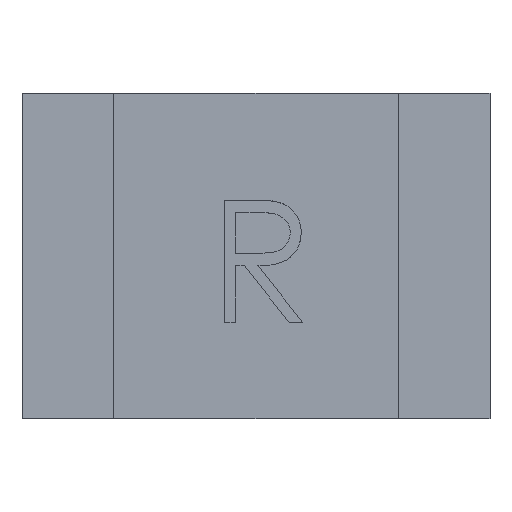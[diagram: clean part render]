
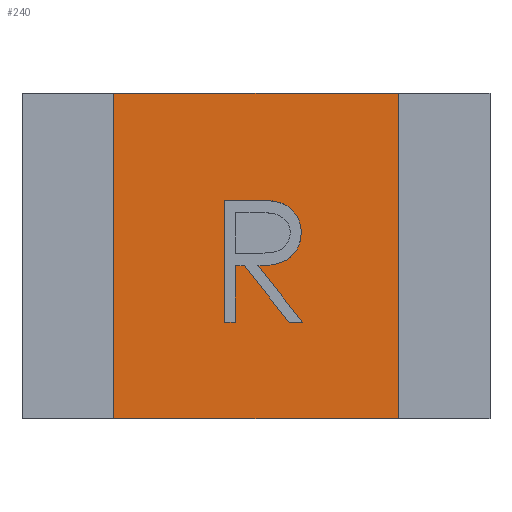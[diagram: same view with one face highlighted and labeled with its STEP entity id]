
A CAD part, top view. The second image highlights one B-rep face of the part: STEP entity #240.
In plain terms, the highlighted planar face has unit normal (0, 0, 1).
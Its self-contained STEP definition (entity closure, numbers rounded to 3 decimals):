
#28=B_SPLINE_CURVE_WITH_KNOTS('',3,(#1187,#1188,#1189,#1190,#1191,#1192,
#1193,#1194,#1195,#1196,#1197),.UNSPECIFIED.,.F.,.F.,(4,1,1,1,1,1,1,1,4),
(0.,0.176,0.338,0.485,0.617,
0.735,0.837,0.926,1.),.UNSPECIFIED.);
#29=B_SPLINE_CURVE_WITH_KNOTS('',3,(#1199,#1200,#1201,#1202,#1203,#1204,
#1205,#1206,#1207,#1208,#1209,#1210,#1211,#1212,#1213,#1214,#1215,#1216,
#1217),.UNSPECIFIED.,.F.,.F.,(4,1,1,1,1,1,1,1,1,1,1,1,1,1,1,1,4),(0.,0.064,
0.127,0.189,0.249,0.309,0.37,
0.431,0.492,0.554,0.616,
0.677,0.738,0.801,0.865,
0.932,1.),.UNSPECIFIED.);
#30=B_SPLINE_CURVE_WITH_KNOTS('',3,(#1219,#1220,#1221,#1222,#1223,#1224,
#1225,#1226,#1227,#1228,#1229,#1230,#1231,#1232,#1233,#1234,#1235,#1236,
#1237),.UNSPECIFIED.,.F.,.F.,(4,1,1,1,1,1,1,1,1,1,1,1,1,1,1,1,4),(0.,0.079,
0.154,0.227,0.299,0.371,
0.443,0.517,0.593,0.634,0.677,
0.723,0.772,0.824,0.879,
0.938,1.),.UNSPECIFIED.);
#43=FACE_BOUND('',#347,.T.);
#44=FACE_BOUND('',#348,.T.);
#240=ADVANCED_FACE('',(#43,#44),#278,.T.);
#278=PLANE('',#917);
#347=EDGE_LOOP('',(#445,#446,#447,#448));
#348=EDGE_LOOP('',(#449,#450,#451,#452,#453,#454,#455,#456,#457,#458,#459));
#445=ORIENTED_EDGE('',*,*,#665,.F.);
#446=ORIENTED_EDGE('',*,*,#666,.F.);
#447=ORIENTED_EDGE('',*,*,#667,.T.);
#448=ORIENTED_EDGE('',*,*,#668,.F.);
#449=ORIENTED_EDGE('',*,*,#669,.T.);
#450=ORIENTED_EDGE('',*,*,#670,.T.);
#451=ORIENTED_EDGE('',*,*,#671,.T.);
#452=ORIENTED_EDGE('',*,*,#672,.T.);
#453=ORIENTED_EDGE('',*,*,#673,.T.);
#454=ORIENTED_EDGE('',*,*,#674,.T.);
#455=ORIENTED_EDGE('',*,*,#675,.T.);
#456=ORIENTED_EDGE('',*,*,#676,.T.);
#457=ORIENTED_EDGE('',*,*,#677,.T.);
#458=ORIENTED_EDGE('',*,*,#678,.T.);
#459=ORIENTED_EDGE('',*,*,#679,.T.);
#589=VERTEX_POINT('',#1171);
#590=VERTEX_POINT('',#1172);
#591=VERTEX_POINT('',#1174);
#592=VERTEX_POINT('',#1176);
#593=VERTEX_POINT('',#1179);
#594=VERTEX_POINT('',#1180);
#595=VERTEX_POINT('',#1182);
#596=VERTEX_POINT('',#1184);
#597=VERTEX_POINT('',#1186);
#598=VERTEX_POINT('',#1198);
#599=VERTEX_POINT('',#1218);
#600=VERTEX_POINT('',#1238);
#601=VERTEX_POINT('',#1240);
#602=VERTEX_POINT('',#1242);
#603=VERTEX_POINT('',#1244);
#665=EDGE_CURVE('',#589,#590,#761,.T.);
#666=EDGE_CURVE('',#591,#589,#762,.T.);
#667=EDGE_CURVE('',#591,#592,#763,.T.);
#668=EDGE_CURVE('',#590,#592,#764,.T.);
#669=EDGE_CURVE('',#593,#594,#765,.T.);
#670=EDGE_CURVE('',#594,#595,#766,.T.);
#671=EDGE_CURVE('',#595,#596,#767,.T.);
#672=EDGE_CURVE('',#596,#597,#768,.T.);
#673=EDGE_CURVE('',#597,#598,#28,.T.);
#674=EDGE_CURVE('',#598,#599,#29,.T.);
#675=EDGE_CURVE('',#599,#600,#30,.T.);
#676=EDGE_CURVE('',#600,#601,#769,.T.);
#677=EDGE_CURVE('',#601,#602,#770,.T.);
#678=EDGE_CURVE('',#602,#603,#771,.T.);
#679=EDGE_CURVE('',#603,#593,#772,.T.);
#761=LINE('',#1170,#847);
#762=LINE('',#1173,#848);
#763=LINE('',#1175,#849);
#764=LINE('',#1177,#850);
#765=LINE('',#1178,#851);
#766=LINE('',#1181,#852);
#767=LINE('',#1183,#853);
#768=LINE('',#1185,#854);
#769=LINE('',#1239,#855);
#770=LINE('',#1241,#856);
#771=LINE('',#1243,#857);
#772=LINE('',#1245,#858);
#847=VECTOR('',#1002,1.);
#848=VECTOR('',#1003,1.);
#849=VECTOR('',#1004,1.);
#850=VECTOR('',#1005,1.);
#851=VECTOR('',#1006,1.);
#852=VECTOR('',#1007,1.);
#853=VECTOR('',#1008,1.);
#854=VECTOR('',#1009,1.);
#855=VECTOR('',#1010,1.);
#856=VECTOR('',#1011,1.);
#857=VECTOR('',#1012,1.);
#858=VECTOR('',#1013,1.);
#917=AXIS2_PLACEMENT_3D('',#1246,#1014,#1015);
#1002=DIRECTION('',(0.,-1.,0.));
#1003=DIRECTION('',(1.,0.,0.));
#1004=DIRECTION('',(0.,-1.,0.));
#1005=DIRECTION('',(-1.,0.,0.));
#1006=DIRECTION('',(0.,-1.,0.));
#1007=DIRECTION('',(-1.,0.,0.));
#1008=DIRECTION('',(0.,1.,0.));
#1009=DIRECTION('',(1.,0.,0.));
#1010=DIRECTION('',(0.623,-0.782,0.));
#1011=DIRECTION('',(-1.,0.,0.));
#1012=DIRECTION('',(-0.623,0.782,0.));
#1013=DIRECTION('',(-1.,0.,0.));
#1014=DIRECTION('',(0.,0.,1.));
#1015=DIRECTION('',(1.,0.,0.));
#1170=CARTESIAN_POINT('',(3.6,1.6,0.6));
#1171=CARTESIAN_POINT('',(3.6,3.2,0.6));
#1172=CARTESIAN_POINT('',(3.6,0.,0.6));
#1173=CARTESIAN_POINT('',(3.6,3.2,0.6));
#1174=CARTESIAN_POINT('',(0.8,3.2,0.6));
#1175=CARTESIAN_POINT('',(0.8,1.6,0.6));
#1176=CARTESIAN_POINT('',(0.8,0.,0.6));
#1177=CARTESIAN_POINT('',(3.6,0.,0.6));
#1178=CARTESIAN_POINT('',(1.998,1.503,0.6));
#1179=CARTESIAN_POINT('',(1.998,1.503,0.6));
#1180=CARTESIAN_POINT('',(1.998,0.949,0.6));
#1181=CARTESIAN_POINT('',(1.998,0.949,0.6));
#1182=CARTESIAN_POINT('',(1.89,0.949,0.6));
#1183=CARTESIAN_POINT('',(1.89,0.949,0.6));
#1184=CARTESIAN_POINT('',(1.89,2.149,0.6));
#1185=CARTESIAN_POINT('',(1.89,2.149,0.6));
#1186=CARTESIAN_POINT('',(2.13,2.149,0.6));
#1187=CARTESIAN_POINT('',(2.13,2.149,0.6));
#1188=CARTESIAN_POINT('',(2.146,2.149,0.6));
#1189=CARTESIAN_POINT('',(2.177,2.149,0.6));
#1190=CARTESIAN_POINT('',(2.221,2.149,0.6));
#1191=CARTESIAN_POINT('',(2.261,2.147,0.6));
#1192=CARTESIAN_POINT('',(2.297,2.145,0.6));
#1193=CARTESIAN_POINT('',(2.329,2.143,0.6));
#1194=CARTESIAN_POINT('',(2.357,2.14,0.6));
#1195=CARTESIAN_POINT('',(2.381,2.137,0.6));
#1196=CARTESIAN_POINT('',(2.396,2.134,0.6));
#1197=CARTESIAN_POINT('',(2.402,2.133,0.6));
#1198=CARTESIAN_POINT('',(2.402,2.133,0.6));
#1199=CARTESIAN_POINT('',(2.402,2.133,0.6));
#1200=CARTESIAN_POINT('',(2.411,2.131,0.6));
#1201=CARTESIAN_POINT('',(2.428,2.126,0.6));
#1202=CARTESIAN_POINT('',(2.453,2.117,0.6));
#1203=CARTESIAN_POINT('',(2.477,2.107,0.6));
#1204=CARTESIAN_POINT('',(2.5,2.095,0.6));
#1205=CARTESIAN_POINT('',(2.521,2.08,0.6));
#1206=CARTESIAN_POINT('',(2.541,2.064,0.6));
#1207=CARTESIAN_POINT('',(2.56,2.047,0.6));
#1208=CARTESIAN_POINT('',(2.577,2.027,0.6));
#1209=CARTESIAN_POINT('',(2.593,2.007,0.6));
#1210=CARTESIAN_POINT('',(2.607,1.985,0.6));
#1211=CARTESIAN_POINT('',(2.618,1.961,0.6));
#1212=CARTESIAN_POINT('',(2.628,1.937,0.6));
#1213=CARTESIAN_POINT('',(2.635,1.911,0.6));
#1214=CARTESIAN_POINT('',(2.64,1.885,0.6));
#1215=CARTESIAN_POINT('',(2.644,1.857,0.6));
#1216=CARTESIAN_POINT('',(2.644,1.838,0.6));
#1217=CARTESIAN_POINT('',(2.644,1.828,0.6));
#1218=CARTESIAN_POINT('',(2.644,1.828,0.6));
#1219=CARTESIAN_POINT('',(2.644,1.828,0.6));
#1220=CARTESIAN_POINT('',(2.644,1.812,0.6));
#1221=CARTESIAN_POINT('',(2.643,1.781,0.6));
#1222=CARTESIAN_POINT('',(2.633,1.736,0.6));
#1223=CARTESIAN_POINT('',(2.618,1.694,0.6));
#1224=CARTESIAN_POINT('',(2.598,1.654,0.6));
#1225=CARTESIAN_POINT('',(2.571,1.619,0.6));
#1226=CARTESIAN_POINT('',(2.54,1.588,0.6));
#1227=CARTESIAN_POINT('',(2.503,1.562,0.6));
#1228=CARTESIAN_POINT('',(2.468,1.544,0.6));
#1229=CARTESIAN_POINT('',(2.438,1.533,0.6));
#1230=CARTESIAN_POINT('',(2.413,1.525,0.6));
#1231=CARTESIAN_POINT('',(2.386,1.518,0.6));
#1232=CARTESIAN_POINT('',(2.356,1.513,0.6));
#1233=CARTESIAN_POINT('',(2.325,1.509,0.6));
#1234=CARTESIAN_POINT('',(2.291,1.505,0.6));
#1235=CARTESIAN_POINT('',(2.256,1.504,0.6));
#1236=CARTESIAN_POINT('',(2.231,1.503,0.6));
#1237=CARTESIAN_POINT('',(2.219,1.503,0.6));
#1238=CARTESIAN_POINT('',(2.219,1.503,0.6));
#1239=CARTESIAN_POINT('',(2.219,1.503,0.6));
#1240=CARTESIAN_POINT('',(2.659,0.949,0.6));
#1241=CARTESIAN_POINT('',(2.659,0.949,0.6));
#1242=CARTESIAN_POINT('',(2.526,0.949,0.6));
#1243=CARTESIAN_POINT('',(2.526,0.949,0.6));
#1244=CARTESIAN_POINT('',(2.085,1.503,0.6));
#1245=CARTESIAN_POINT('',(2.085,1.503,0.6));
#1246=CARTESIAN_POINT('',(3.6,3.2,0.6));
